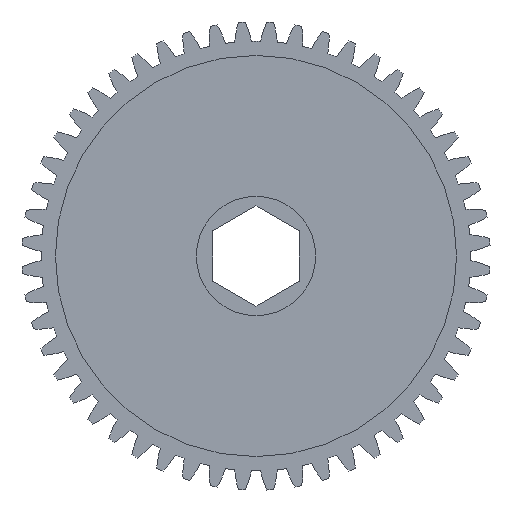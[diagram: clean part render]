
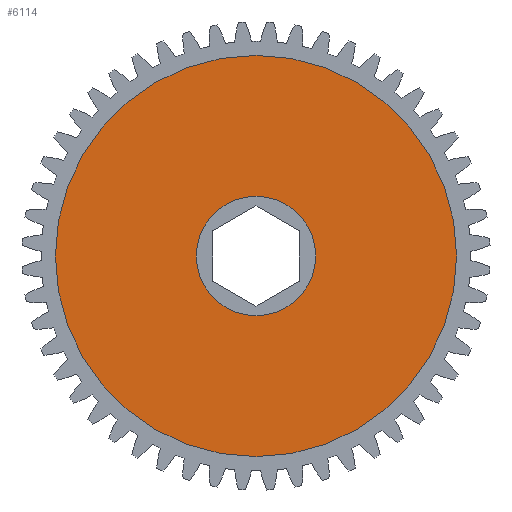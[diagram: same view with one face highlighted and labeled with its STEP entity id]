
A CAD part, left-side view. The second image highlights one B-rep face of the part: STEP entity #6114.
In plain terms, the highlighted planar face has unit normal (-1, 0, 0).
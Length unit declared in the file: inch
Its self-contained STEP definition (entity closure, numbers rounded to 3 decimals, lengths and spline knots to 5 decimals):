
#113 = DIRECTION ( 'NONE',  ( 0., 0., 1. ) ) ;
#115 = DIRECTION ( 'NONE',  ( -1., 0., 0. ) ) ;
#122 = CARTESIAN_POINT ( 'NONE',  ( 0.1375, 0., 0. ) ) ;
#665 = AXIS2_PLACEMENT_3D ( 'NONE', #8018, #2462, #2292 ) ;
#669 = VERTEX_POINT ( 'NONE', #6490 ) ;
#1701 = EDGE_CURVE ( 'NONE', #669, #2814, #3473, .T. ) ;
#1852 = CIRCLE ( 'NONE', #665, 0.34375 ) ;
#1941 = ORIENTED_EDGE ( 'NONE', *, *, #2395, .T. ) ;
#2055 = FACE_OUTER_BOUND ( 'NONE', #5639, .T. ) ;
#2190 = ORIENTED_EDGE ( 'NONE', *, *, #5982, .T. ) ;
#2292 = DIRECTION ( 'NONE',  ( 0., 0., 1. ) ) ;
#2395 = EDGE_CURVE ( 'NONE', #5151, #6862, #5850, .T. ) ;
#2462 = DIRECTION ( 'NONE',  ( -1., 0., 0. ) ) ;
#2814 = VERTEX_POINT ( 'NONE', #3096 ) ;
#3010 = CARTESIAN_POINT ( 'NONE',  ( 0.1375, 0., 0. ) ) ;
#3029 = DIRECTION ( 'NONE',  ( -1., 0., 0. ) ) ;
#3096 = CARTESIAN_POINT ( 'NONE',  ( 0.1375, 0., -0.34375 ) ) ;
#3175 = ORIENTED_EDGE ( 'NONE', *, *, #1701, .F. ) ;
#3182 = ORIENTED_EDGE ( 'NONE', *, *, #5580, .F. ) ;
#3473 = CIRCLE ( 'NONE', #7996, 0.34375 ) ;
#3768 = CARTESIAN_POINT ( 'NONE',  ( 0.1375, 0., 0. ) ) ;
#3816 = DIRECTION ( 'NONE',  ( 0., 0., 1. ) ) ;
#3874 = DIRECTION ( 'NONE',  ( -1., 0., 0. ) ) ;
#4914 = CARTESIAN_POINT ( 'NONE',  ( 0.1375, 0., -1.15625 ) ) ;
#5151 = VERTEX_POINT ( 'NONE', #4914 ) ;
#5226 = CIRCLE ( 'NONE', #7001, 1.15625 ) ;
#5478 = DIRECTION ( 'NONE',  ( 0., 0., 1. ) ) ;
#5580 = EDGE_CURVE ( 'NONE', #2814, #669, #1852, .T. ) ;
#5639 = EDGE_LOOP ( 'NONE', ( #2190, #1941 ) ) ;
#5850 = CIRCLE ( 'NONE', #7230, 1.15625 ) ;
#5897 = EDGE_LOOP ( 'NONE', ( #3182, #3175 ) ) ;
#5982 = EDGE_CURVE ( 'NONE', #6862, #5151, #5226, .T. ) ;
#6108 = AXIS2_PLACEMENT_3D ( 'NONE', #7750, #7777, #7653 ) ;
#6114 = ADVANCED_FACE ( 'NONE', ( #7352, #2055 ), #7706, .T. ) ;
#6490 = CARTESIAN_POINT ( 'NONE',  ( 0.1375, 0., 0.34375 ) ) ;
#6505 = CARTESIAN_POINT ( 'NONE',  ( 0.1375, 0., 1.15625 ) ) ;
#6862 = VERTEX_POINT ( 'NONE', #6505 ) ;
#7001 = AXIS2_PLACEMENT_3D ( 'NONE', #3768, #3874, #3816 ) ;
#7230 = AXIS2_PLACEMENT_3D ( 'NONE', #122, #115, #113 ) ;
#7352 = FACE_BOUND ( 'NONE', #5897, .T. ) ;
#7653 = DIRECTION ( 'NONE',  ( 0., 0., 1. ) ) ;
#7706 = PLANE ( 'NONE',  #6108 ) ;
#7750 = CARTESIAN_POINT ( 'NONE',  ( 0.1375, 0., 0. ) ) ;
#7777 = DIRECTION ( 'NONE',  ( -1., 0., 0. ) ) ;
#7996 = AXIS2_PLACEMENT_3D ( 'NONE', #3010, #3029, #5478 ) ;
#8018 = CARTESIAN_POINT ( 'NONE',  ( 0.1375, 0., 0. ) ) ;
